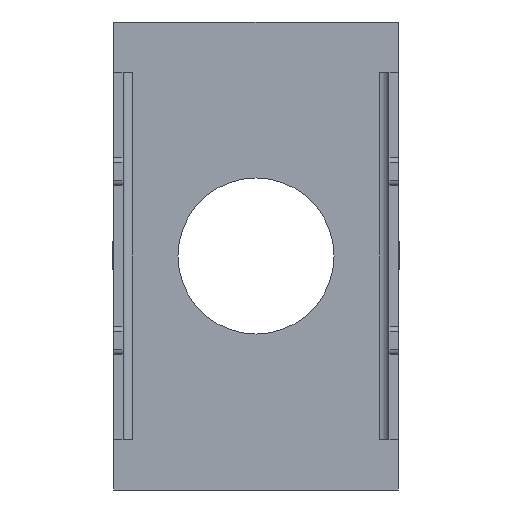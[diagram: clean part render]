
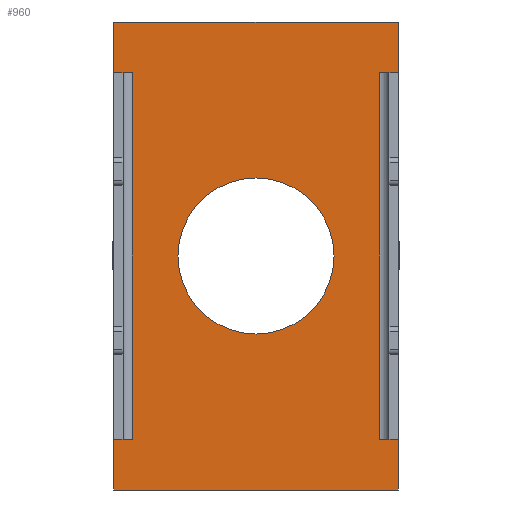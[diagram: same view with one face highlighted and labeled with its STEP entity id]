
A CAD part, front view. The second image highlights one B-rep face of the part: STEP entity #960.
In plain terms, the highlighted planar face has unit normal (0, -1, 0).
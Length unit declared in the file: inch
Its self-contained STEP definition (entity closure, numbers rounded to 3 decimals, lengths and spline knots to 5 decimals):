
#37=FACE_BOUND('',#129,.T.);
#42=CIRCLE('',#1016,0.0854);
#75=FACE_OUTER_BOUND('',#128,.T.);
#128=EDGE_LOOP('',(#638,#639,#640,#641,#642,#643,#644,#645,#646,#647,#648,
#649));
#129=EDGE_LOOP('',(#650));
#186=LINE('',#1386,#293);
#187=LINE('',#1388,#294);
#188=LINE('',#1390,#295);
#189=LINE('',#1392,#296);
#190=LINE('',#1394,#297);
#191=LINE('',#1396,#298);
#192=LINE('',#1398,#299);
#193=LINE('',#1400,#300);
#194=LINE('',#1402,#301);
#195=LINE('',#1404,#302);
#196=LINE('',#1406,#303);
#197=LINE('',#1407,#304);
#293=VECTOR('',#1105,0.311);
#294=VECTOR('',#1106,0.0555);
#295=VECTOR('',#1107,0.02);
#296=VECTOR('',#1108,0.401);
#297=VECTOR('',#1109,0.02);
#298=VECTOR('',#1110,0.0555);
#299=VECTOR('',#1111,0.311);
#300=VECTOR('',#1112,0.0555);
#301=VECTOR('',#1113,0.02);
#302=VECTOR('',#1114,0.401);
#303=VECTOR('',#1115,0.02);
#304=VECTOR('',#1116,0.0555);
#400=VERTEX_POINT('',#1384);
#401=VERTEX_POINT('',#1385);
#402=VERTEX_POINT('',#1387);
#403=VERTEX_POINT('',#1389);
#404=VERTEX_POINT('',#1391);
#405=VERTEX_POINT('',#1393);
#406=VERTEX_POINT('',#1395);
#407=VERTEX_POINT('',#1397);
#408=VERTEX_POINT('',#1399);
#409=VERTEX_POINT('',#1401);
#410=VERTEX_POINT('',#1403);
#411=VERTEX_POINT('',#1405);
#412=VERTEX_POINT('',#1408);
#495=EDGE_CURVE('',#400,#401,#186,.T.);
#496=EDGE_CURVE('',#400,#402,#187,.T.);
#497=EDGE_CURVE('',#403,#402,#188,.T.);
#498=EDGE_CURVE('',#403,#404,#189,.T.);
#499=EDGE_CURVE('',#404,#405,#190,.T.);
#500=EDGE_CURVE('',#406,#405,#191,.T.);
#501=EDGE_CURVE('',#406,#407,#192,.T.);
#502=EDGE_CURVE('',#407,#408,#193,.T.);
#503=EDGE_CURVE('',#408,#409,#194,.T.);
#504=EDGE_CURVE('',#410,#409,#195,.T.);
#505=EDGE_CURVE('',#411,#410,#196,.T.);
#506=EDGE_CURVE('',#401,#411,#197,.T.);
#507=EDGE_CURVE('',#412,#412,#42,.T.);
#638=ORIENTED_EDGE('',*,*,#495,.F.);
#639=ORIENTED_EDGE('',*,*,#496,.T.);
#640=ORIENTED_EDGE('',*,*,#497,.F.);
#641=ORIENTED_EDGE('',*,*,#498,.T.);
#642=ORIENTED_EDGE('',*,*,#499,.T.);
#643=ORIENTED_EDGE('',*,*,#500,.F.);
#644=ORIENTED_EDGE('',*,*,#501,.T.);
#645=ORIENTED_EDGE('',*,*,#502,.T.);
#646=ORIENTED_EDGE('',*,*,#503,.T.);
#647=ORIENTED_EDGE('',*,*,#504,.F.);
#648=ORIENTED_EDGE('',*,*,#505,.F.);
#649=ORIENTED_EDGE('',*,*,#506,.F.);
#650=ORIENTED_EDGE('',*,*,#507,.F.);
#924=PLANE('',#1015);
#960=ADVANCED_FACE('',(#75,#37),#924,.F.);
#1015=AXIS2_PLACEMENT_3D('',#1383,#1103,#1104);
#1016=AXIS2_PLACEMENT_3D('',#1409,#1117,#1118);
#1103=DIRECTION('center_axis',(0.,1.,0.));
#1104=DIRECTION('ref_axis',(0.,0.,1.));
#1105=DIRECTION('',(1.,0.,0.));
#1106=DIRECTION('',(0.,0.,-1.));
#1107=DIRECTION('',(-1.,0.,0.));
#1108=DIRECTION('',(0.,0.,-1.));
#1109=DIRECTION('',(-1.,0.,0.));
#1110=DIRECTION('',(0.,0.,1.));
#1111=DIRECTION('',(1.,0.,0.));
#1112=DIRECTION('',(0.,0.,1.));
#1113=DIRECTION('',(-1.,0.,0.));
#1114=DIRECTION('',(0.,0.,-1.));
#1115=DIRECTION('',(-1.,0.,0.));
#1116=DIRECTION('',(0.,0.,-1.));
#1117=DIRECTION('center_axis',(0.,-1.,0.));
#1118=DIRECTION('ref_axis',(0.,0.,-1.));
#1383=CARTESIAN_POINT('Origin',(-0.1355,0.,0.256));
#1384=CARTESIAN_POINT('',(-0.1555,0.,0.256));
#1385=CARTESIAN_POINT('',(0.1555,0.,0.256));
#1386=CARTESIAN_POINT('',(-0.1355,0.,0.256));
#1387=CARTESIAN_POINT('',(-0.1555,0.,0.2005));
#1388=CARTESIAN_POINT('',(-0.1555,0.,0.256));
#1389=CARTESIAN_POINT('',(-0.1355,0.,0.2005));
#1390=CARTESIAN_POINT('',(0.1555,0.,0.2005));
#1391=CARTESIAN_POINT('',(-0.1355,0.,-0.2005));
#1392=CARTESIAN_POINT('',(-0.1355,0.,0.256));
#1393=CARTESIAN_POINT('',(-0.1555,0.,-0.2005));
#1394=CARTESIAN_POINT('',(0.1555,0.,-0.2005));
#1395=CARTESIAN_POINT('',(-0.1555,0.,-0.256));
#1396=CARTESIAN_POINT('',(-0.1555,0.,-0.3072));
#1397=CARTESIAN_POINT('',(0.1555,0.,-0.256));
#1398=CARTESIAN_POINT('',(-0.1355,0.,-0.256));
#1399=CARTESIAN_POINT('',(0.1555,0.,-0.2005));
#1400=CARTESIAN_POINT('',(0.1555,0.,-0.3072));
#1401=CARTESIAN_POINT('',(0.1355,0.,-0.2005));
#1402=CARTESIAN_POINT('',(0.1555,0.,-0.2005));
#1403=CARTESIAN_POINT('',(0.1355,0.,0.2005));
#1404=CARTESIAN_POINT('',(0.1355,0.,0.256));
#1405=CARTESIAN_POINT('',(0.1555,0.,0.2005));
#1406=CARTESIAN_POINT('',(0.1555,0.,0.2005));
#1407=CARTESIAN_POINT('',(0.1555,0.,0.256));
#1408=CARTESIAN_POINT('',(0.,0.,-0.0854));
#1409=CARTESIAN_POINT('Origin',(0.,0.,0.));
